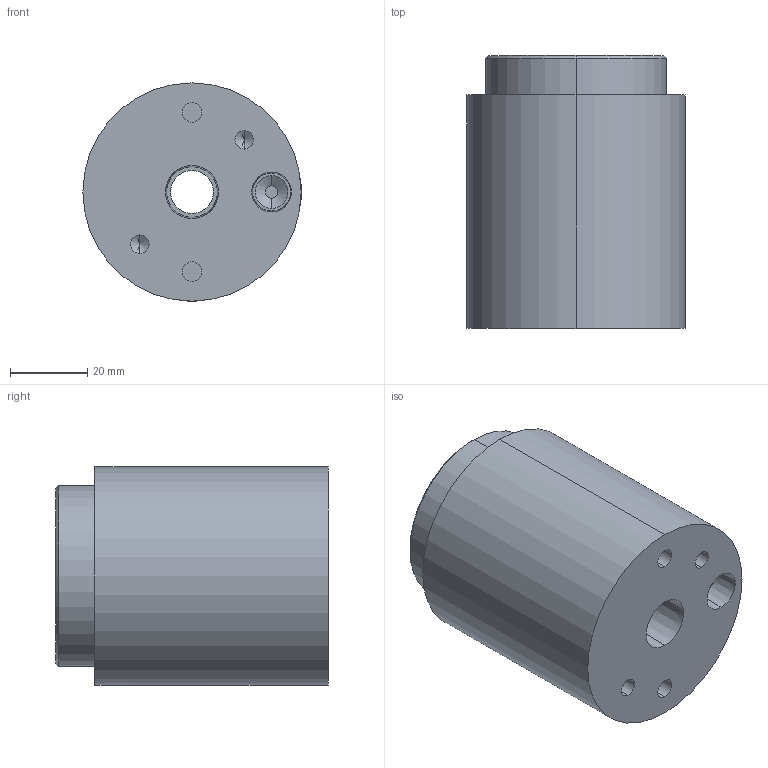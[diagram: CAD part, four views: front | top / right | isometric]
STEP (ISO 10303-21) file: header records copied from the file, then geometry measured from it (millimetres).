
FILE_DESCRIPTION (( 'STEP AP214' ), '1' );
FILE_NAME ('CTSC-003108.STEP', '2025-04-24T17:25:33', ( '' ), ( '' ), 'SwSTEP 2.0', 'SolidWorks 2023', '' );
FILE_SCHEMA (( 'AUTOMOTIVE_DESIGN' ));
Length unit declared in the file: inch
Products named in the file (1): CTSC-003108
Bounding box: 56.39 x 70.5 x 56.39 mm (x, y, z)
Volume: 146028.4 mm3; surface area: 22921.9 mm2
Topology: 1 solids, 3 shells, 121 faces, 289 edges, 184 vertices
Faces by surface type: plane 50, cylinder 46, cone 25
Entity records: 5020 total; most frequent: CARTESIAN_POINT 771, DIRECTION 622, ORIENTED_EDGE 566, EDGE_CURVE 283, AXIS2_PLACEMENT_3D 235, VERTEX_POINT 184, VECTOR 152, LINE 152
